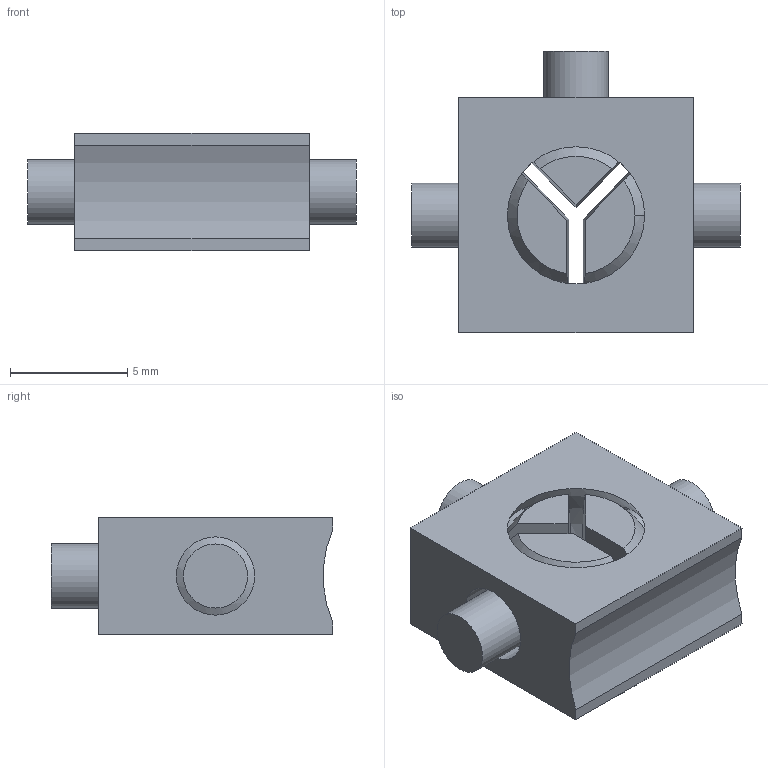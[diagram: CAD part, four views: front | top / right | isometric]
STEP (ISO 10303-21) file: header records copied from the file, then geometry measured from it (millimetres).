
FILE_DESCRIPTION(('FreeCAD Model'),'2;1');
FILE_NAME('Open CASCADE Shape Model','2022-06-25T17:08:06',('Author'),( ''),'Open CASCADE STEP processor 7.5','FreeCAD','Unknown');
FILE_SCHEMA(('AUTOMOTIVE_DESIGN { 1 0 10303 214 1 1 1 1 }'));
Length unit declared in the file: millimetre
Products named in the file (5): _d_printing_coaster_center_nut_and_arms; nut-3holes; Cut003; arms-3; arms-005
Assembly tree (4 placements, depth 3):
  _d_printing_coaster_center_nut_and_arms
    nut-3holes
      Cut003
    arms-3
      arms-005
Bounding box: 14 x 12 x 5 mm (x, y, z)
Volume: 451.4 mm3; surface area: 775.8 mm2
Topology: 4 solids, 4 shells, 40 faces, 88 edges, 57 vertices
Faces by surface type: plane 16, bspline 12, cylinder 7, sphere 5
Full cylindrical faces by diameter (mm): 2.733 x3, 3.333 x3
Entity records: 4530 total; most frequent: CARTESIAN_POINT 2756, DIRECTION 260, ORIENTED_EDGE 176, PCURVE 176, DEFINITIONAL_REPRESENTATION 176, LINE 118, VECTOR 118, B_SPLINE_CURVE_WITH_KNOTS 98
